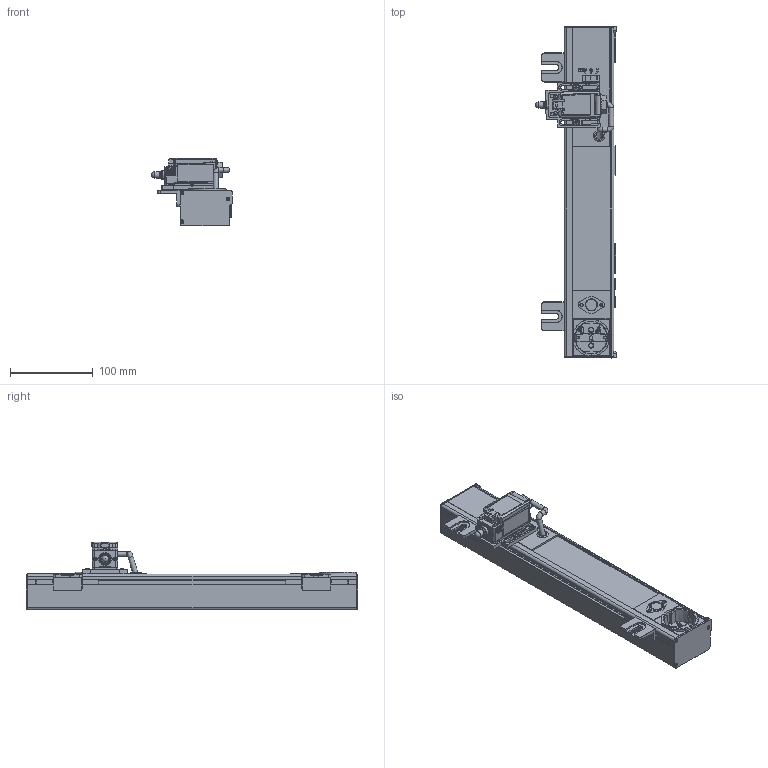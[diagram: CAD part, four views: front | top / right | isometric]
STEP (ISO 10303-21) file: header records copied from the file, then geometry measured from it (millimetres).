
FILE_DESCRIPTION(/* description */ (''),/* implementation_level */ '2;1');
FILE_NAME(/* name */ '111740_LED-A-450-SK-THS-E-R-VX.stp',/* time_stamp */ '2023-10-14T18:27:23+02:00',/* author */ ('cad'),/* organization */ (''),/* preprocessor_version */ 'ST-DEVELOPER v15.6',/* originating_system */ 'Autodesk Inventor 2015',/* authorisation */ '');
FILE_SCHEMA (('AUTOMOTIVE_DESIGN { 1 0 10303 214 3 1 1 }'));
Products named in the file (1): 111740_LED-A-450-SK-THS-E-R-VX_Shrinkwrap_1
Bounding box: 97.45 x 400 x 81.7 mm (x, y, z)
Surface area: 241272.6 mm2 (no closed solid volume)
Topology: 0 solids, 134 shells, 2311 faces, 9144 edges, 6885 vertices
Faces by surface type: plane 1741, cylinder 421, bspline 64, cone 51, sphere 29, torus 5
Full cylindrical faces by diameter (mm): 2.5 x1, 2.797 x1, 2.8 x2, 3.95 x2, 4 x2, 5.3 x2, 5.5 x2, 6 x4, 8 x1, 14.5 x1, 17.5 x1, 24 x1
Entity records: 99238 total; most frequent: CARTESIAN_POINT 23318, ORIENTED_EDGE 14536, DIRECTION 14352, EDGE_CURVE 9075, LINE 7106, VECTOR 7106, VERTEX_POINT 6871, AXIS2_PLACEMENT_3D 3623
